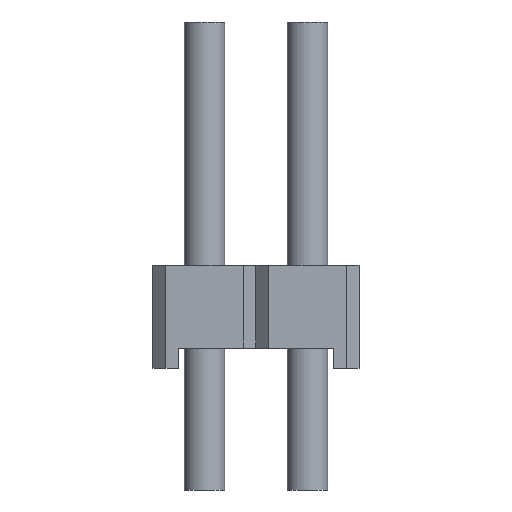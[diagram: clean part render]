
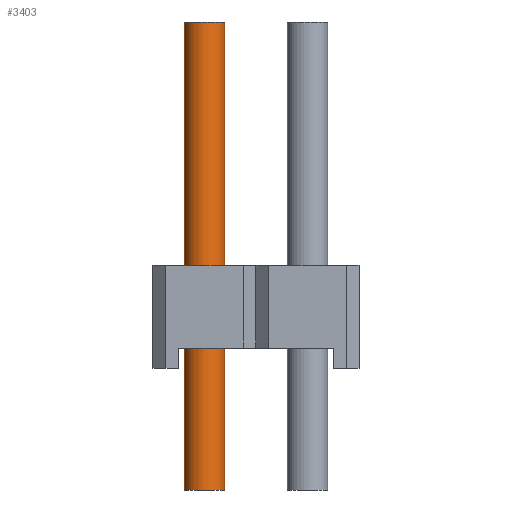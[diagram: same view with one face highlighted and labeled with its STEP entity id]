
A CAD part, left-side view. The second image highlights one B-rep face of the part: STEP entity #3403.
In plain terms, the highlighted cylindrical face has radius 0.5 mm (diameter 1 mm), a full revolution.
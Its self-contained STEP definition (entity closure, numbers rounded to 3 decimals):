
#1902=ORIENTED_EDGE('',*,*,#2384,.F.);
#1903=ORIENTED_EDGE('',*,*,#2385,.T.);
#2384=EDGE_CURVE('',#2706,#2706,#2804,.T.);
#2385=EDGE_CURVE('',#2707,#2707,#2805,.T.);
#2706=VERTEX_POINT('',#5653);
#2707=VERTEX_POINT('',#5655);
#2804=CIRCLE('',#3717,0.5);
#2805=CIRCLE('',#3718,0.5);
#2994=EDGE_LOOP('',(#1902));
#2995=EDGE_LOOP('',(#1903));
#3184=FACE_BOUND('',#2994,.T.);
#3185=FACE_BOUND('',#2995,.T.);
#3238=CYLINDRICAL_SURFACE('',#3716,0.5);
#3403=ADVANCED_FACE('',(#3184,#3185),#3238,.F.);
#3716=AXIS2_PLACEMENT_3D('',#5651,#4655,#4656);
#3717=AXIS2_PLACEMENT_3D('',#5652,#4657,#4658);
#3718=AXIS2_PLACEMENT_3D('',#5654,#4659,#4660);
#4655=DIRECTION('',(0.,0.,1.));
#4656=DIRECTION('',(1.,0.,0.));
#4657=DIRECTION('',(0.,0.,-1.));
#4658=DIRECTION('',(1.,0.,0.));
#4659=DIRECTION('',(0.,0.,-1.));
#4660=DIRECTION('',(1.,0.,0.));
#5651=CARTESIAN_POINT('',(0.,0.,0.));
#5652=CARTESIAN_POINT('',(0.,0.,11.54));
#5653=CARTESIAN_POINT('',(0.5,0.,11.54));
#5654=CARTESIAN_POINT('',(0.,0.,0.));
#5655=CARTESIAN_POINT('',(0.5,0.,0.));
